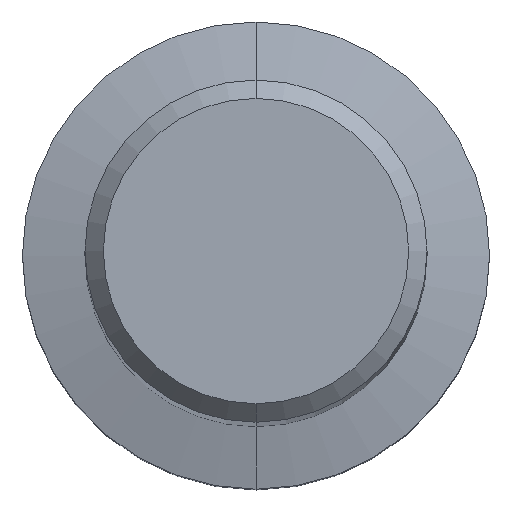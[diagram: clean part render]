
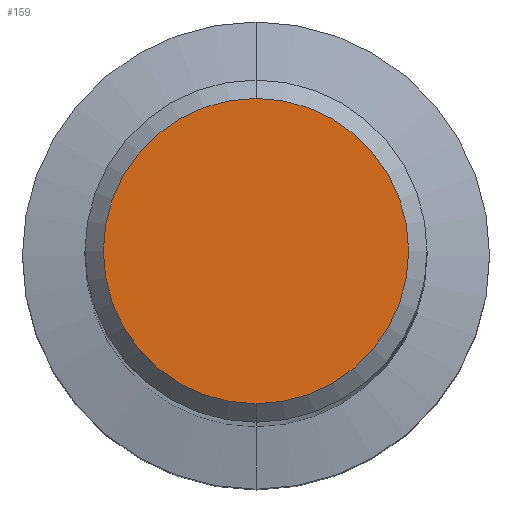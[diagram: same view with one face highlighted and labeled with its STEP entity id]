
A CAD part, top view. The second image highlights one B-rep face of the part: STEP entity #159.
In plain terms, the highlighted planar face has unit normal (0, 0, 1).
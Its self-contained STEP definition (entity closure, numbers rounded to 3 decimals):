
#143=VERTEX_POINT('',#345);
#159=ADVANCED_FACE('',(#363),#364,.T.);
#199=EDGE_CURVE('',#143,#287,#407,.T.);
#209=EDGE_CURVE('',#287,#143,#419,.T.);
#287=VERTEX_POINT('',#508);
#345=CARTESIAN_POINT('',(0.,-4.15,0.0));
#363=FACE_OUTER_BOUND('',#587,.T.);
#364=PLANE('',#588);
#407=CIRCLE('',#643,4.15);
#419=CIRCLE('',#659,4.15);
#508=CARTESIAN_POINT('',(0.0,4.15,0.0));
#587=EDGE_LOOP('',(#854,#855));
#588=AXIS2_PLACEMENT_3D('',#856,#857,#858);
#643=AXIS2_PLACEMENT_3D('',#900,#901,#902);
#659=AXIS2_PLACEMENT_3D('',#923,#924,#925);
#854=ORIENTED_EDGE('',*,*,#209,.F.);
#855=ORIENTED_EDGE('',*,*,#199,.F.);
#856=CARTESIAN_POINT('',(0.0,2.075,0.0));
#857=DIRECTION('',(-0.0,0.0,1.0));
#858=DIRECTION('',(0.0,-1.0,0.0));
#900=CARTESIAN_POINT('',(0.0,0.0,0.0));
#901=DIRECTION('',(0.0,0.0,-1.0));
#902=DIRECTION('',(0.0,1.0,0.0));
#923=CARTESIAN_POINT('',(0.0,0.0,0.0));
#924=DIRECTION('',(0.0,0.0,-1.0));
#925=DIRECTION('',(0.0,1.0,0.0));
